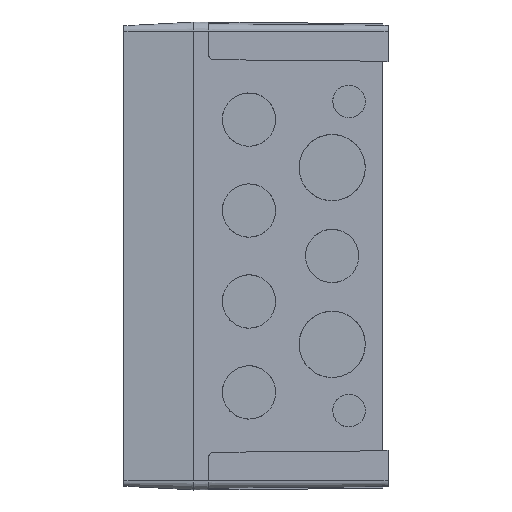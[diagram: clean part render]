
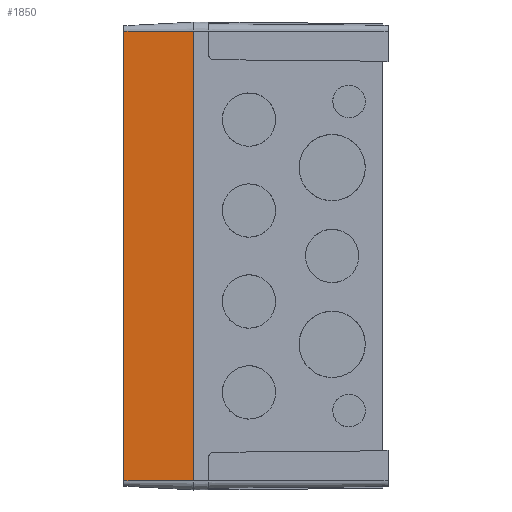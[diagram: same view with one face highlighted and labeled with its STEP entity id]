
A CAD part, left-side view. The second image highlights one B-rep face of the part: STEP entity #1850.
In plain terms, the highlighted planar face has unit normal (-0.999, 0.052, 0).
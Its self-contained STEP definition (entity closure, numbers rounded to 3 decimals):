
#591 = ORIENTED_EDGE ( 'NONE', *, *, #6753, .T. ) ;
#597 = CARTESIAN_POINT ( 'NONE',  ( -88.606, 26.6, 86.5 ) ) ;
#871 = DIRECTION ( 'NONE',  ( -0.052, -0.999, 0. ) ) ;
#1142 = FACE_OUTER_BOUND ( 'NONE', #6904, .T. ) ;
#1692 = CARTESIAN_POINT ( 'NONE',  ( -90., 0., -86.5 ) ) ;
#1795 = VERTEX_POINT ( 'NONE', #5054 ) ;
#1850 = ADVANCED_FACE ( 'NONE', ( #1142 ), #4989, .T. ) ;
#2401 = LINE ( 'NONE', #9583, #7876 ) ;
#2426 = VECTOR ( 'NONE', #871, 1000. ) ;
#2446 = VERTEX_POINT ( 'NONE', #597 ) ;
#3112 = VERTEX_POINT ( 'NONE', #5407 ) ;
#4180 = AXIS2_PLACEMENT_3D ( 'NONE', #10986, #6121, #8044 ) ;
#4387 = ORIENTED_EDGE ( 'NONE', *, *, #9512, .F. ) ;
#4491 = LINE ( 'NONE', #1692, #10248 ) ;
#4686 = DIRECTION ( 'NONE',  ( 0., 0., 1. ) ) ;
#4989 = PLANE ( 'NONE',  #4180 ) ;
#5054 = CARTESIAN_POINT ( 'NONE',  ( -88.606, 26.6, -86.5 ) ) ;
#5407 = CARTESIAN_POINT ( 'NONE',  ( -90., 0., -86.5 ) ) ;
#6121 = DIRECTION ( 'NONE',  ( -0.999, 0.052, 0. ) ) ;
#6375 = CARTESIAN_POINT ( 'NONE',  ( -90., 0., 86.5 ) ) ;
#6753 = EDGE_CURVE ( 'NONE', #1795, #3112, #2401, .T. ) ;
#6904 = EDGE_LOOP ( 'NONE', ( #11694, #4387, #9362, #591 ) ) ;
#7118 = VERTEX_POINT ( 'NONE', #6375 ) ;
#7190 = DIRECTION ( 'NONE',  ( 0., 0., 1. ) ) ;
#7655 = EDGE_CURVE ( 'NONE', #3112, #7118, #4491, .T. ) ;
#7876 = VECTOR ( 'NONE', #9520, 1000. ) ;
#8044 = DIRECTION ( 'NONE',  ( 0., 0., 1. ) ) ;
#8259 = LINE ( 'NONE', #12200, #12415 ) ;
#8854 = CARTESIAN_POINT ( 'NONE',  ( -90., 0., 86.5 ) ) ;
#9214 = EDGE_CURVE ( 'NONE', #1795, #2446, #8259, .T. ) ;
#9362 = ORIENTED_EDGE ( 'NONE', *, *, #9214, .F. ) ;
#9512 = EDGE_CURVE ( 'NONE', #2446, #7118, #9983, .T. ) ;
#9520 = DIRECTION ( 'NONE',  ( -0.052, -0.999, 0. ) ) ;
#9583 = CARTESIAN_POINT ( 'NONE',  ( -90., 0., -86.5 ) ) ;
#9983 = LINE ( 'NONE', #8854, #2426 ) ;
#10248 = VECTOR ( 'NONE', #4686, 1000. ) ;
#10986 = CARTESIAN_POINT ( 'NONE',  ( -90., 0., -86.5 ) ) ;
#11694 = ORIENTED_EDGE ( 'NONE', *, *, #7655, .T. ) ;
#12200 = CARTESIAN_POINT ( 'NONE',  ( -88.606, 26.6, -86.5 ) ) ;
#12415 = VECTOR ( 'NONE', #7190, 1000. ) ;
